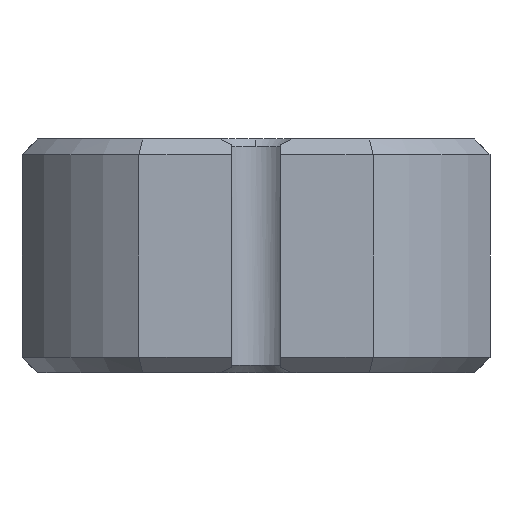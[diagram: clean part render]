
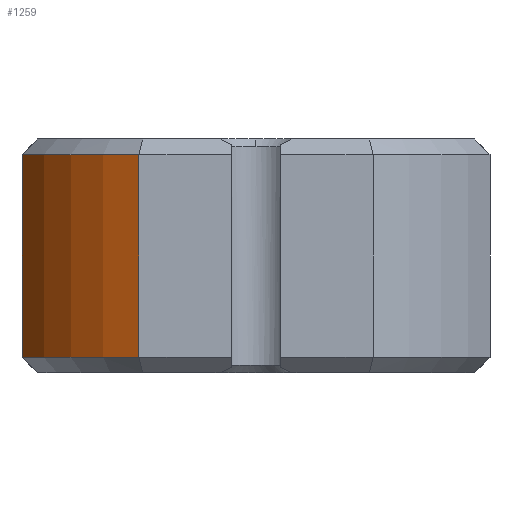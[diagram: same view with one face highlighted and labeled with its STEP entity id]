
A CAD part, left-side view. The second image highlights one B-rep face of the part: STEP entity #1259.
In plain terms, the highlighted cylindrical face has radius 16.771 mm (diameter 33.542 mm), a partial arc.
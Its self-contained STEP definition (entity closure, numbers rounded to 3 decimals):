
#8 = DIRECTION ( 'NONE',  ( 0., 0., -1. ) ) ;
#11 = DIRECTION ( 'NONE',  ( 0., 0., -1. ) ) ;
#45 = EDGE_CURVE ( 'NONE', #551, #1758, #1495, .T. ) ;
#62 = VECTOR ( 'NONE', #8, 1000. ) ;
#186 = CARTESIAN_POINT ( 'NONE',  ( -15., 7.501, 25.5 ) ) ;
#422 = AXIS2_PLACEMENT_3D ( 'NONE', #1884, #2239, #1500 ) ;
#441 = CARTESIAN_POINT ( 'NONE',  ( -15., 7.501, 24.5 ) ) ;
#500 = AXIS2_PLACEMENT_3D ( 'NONE', #1493, #949, #1848 ) ;
#507 = EDGE_CURVE ( 'NONE', #1106, #1795, #872, .T. ) ;
#532 = CARTESIAN_POINT ( 'NONE',  ( -7.501, 15., 25.5 ) ) ;
#551 = VERTEX_POINT ( 'NONE', #441 ) ;
#567 = VECTOR ( 'NONE', #11, 1000. ) ;
#568 = AXIS2_PLACEMENT_3D ( 'NONE', #1692, #991, #1877 ) ;
#569 = EDGE_CURVE ( 'NONE', #1795, #1758, #1136, .T. ) ;
#761 = CARTESIAN_POINT ( 'NONE',  ( -15., 7.501, 11.5 ) ) ;
#809 = CARTESIAN_POINT ( 'NONE',  ( -7.501, 15., 11.5 ) ) ;
#872 = LINE ( 'NONE', #532, #62 ) ;
#949 = DIRECTION ( 'NONE',  ( 0., 0., 1. ) ) ;
#991 = DIRECTION ( 'NONE',  ( 0., 0., -1. ) ) ;
#1066 = EDGE_LOOP ( 'NONE', ( #1284, #2003, #1722, #1532 ) ) ;
#1106 = VERTEX_POINT ( 'NONE', #1681 ) ;
#1136 = CIRCLE ( 'NONE', #500, 16.771 ) ;
#1206 = EDGE_CURVE ( 'NONE', #551, #1106, #2065, .T. ) ;
#1259 = ADVANCED_FACE ( 'NONE', ( #1292 ), #1962, .T. ) ;
#1284 = ORIENTED_EDGE ( 'NONE', *, *, #45, .F. ) ;
#1292 = FACE_OUTER_BOUND ( 'NONE', #1066, .T. ) ;
#1493 = CARTESIAN_POINT ( 'NONE',  ( 0., 0., 11.5 ) ) ;
#1495 = LINE ( 'NONE', #186, #567 ) ;
#1500 = DIRECTION ( 'NONE',  ( -1., 0., 0. ) ) ;
#1532 = ORIENTED_EDGE ( 'NONE', *, *, #569, .T. ) ;
#1681 = CARTESIAN_POINT ( 'NONE',  ( -7.501, 15., 24.5 ) ) ;
#1692 = CARTESIAN_POINT ( 'NONE',  ( 0., 0., 24.5 ) ) ;
#1722 = ORIENTED_EDGE ( 'NONE', *, *, #507, .T. ) ;
#1758 = VERTEX_POINT ( 'NONE', #761 ) ;
#1795 = VERTEX_POINT ( 'NONE', #809 ) ;
#1848 = DIRECTION ( 'NONE',  ( -1., 0., 0. ) ) ;
#1877 = DIRECTION ( 'NONE',  ( -1., 0., 0. ) ) ;
#1884 = CARTESIAN_POINT ( 'NONE',  ( 0., 0., 25.5 ) ) ;
#1962 = CYLINDRICAL_SURFACE ( 'NONE', #422, 16.771 ) ;
#2003 = ORIENTED_EDGE ( 'NONE', *, *, #1206, .T. ) ;
#2065 = CIRCLE ( 'NONE', #568, 16.771 ) ;
#2239 = DIRECTION ( 'NONE',  ( 0., 0., -1. ) ) ;
